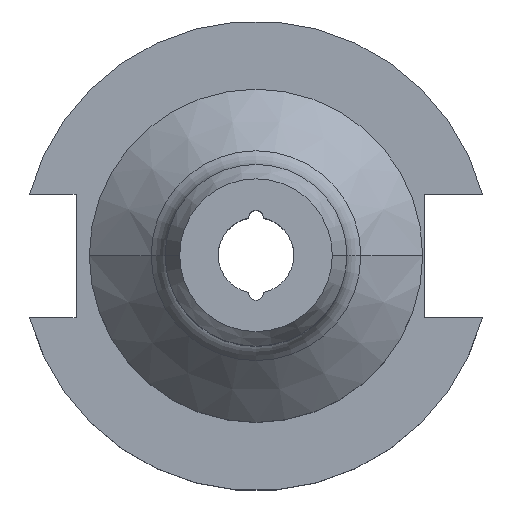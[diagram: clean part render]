
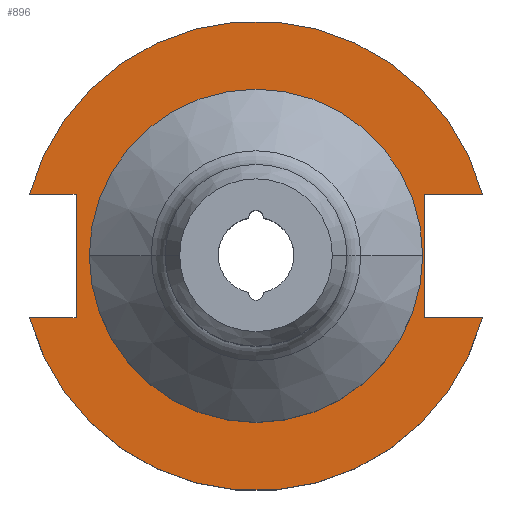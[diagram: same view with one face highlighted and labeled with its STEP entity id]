
A CAD part, top view. The second image highlights one B-rep face of the part: STEP entity #896.
In plain terms, the highlighted planar face has unit normal (0, 0, 1).
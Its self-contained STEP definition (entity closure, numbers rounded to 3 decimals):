
#11 = AXIS2_PLACEMENT_3D ( 'NONE', #1207, #1564, #1249 ) ;
#26 = DIRECTION ( 'NONE',  ( 0., 0., 1. ) ) ;
#51 = AXIS2_PLACEMENT_3D ( 'NONE', #1050, #280, #1361 ) ;
#60 = ORIENTED_EDGE ( 'NONE', *, *, #1676, .F. ) ;
#72 = LINE ( 'NONE', #553, #930 ) ;
#99 = FACE_OUTER_BOUND ( 'NONE', #1892, .T. ) ;
#124 = CARTESIAN_POINT ( 'NONE',  ( -47.477, 12.954, 19.05 ) ) ;
#152 = CARTESIAN_POINT ( 'NONE',  ( -37.719, 12.954, 19.05 ) ) ;
#170 = LINE ( 'NONE', #449, #793 ) ;
#209 = VERTEX_POINT ( 'NONE', #1865 ) ;
#212 = VERTEX_POINT ( 'NONE', #124 ) ;
#280 = DIRECTION ( 'NONE',  ( 0., 0., 1. ) ) ;
#383 = VECTOR ( 'NONE', #663, 1000. ) ;
#389 = DIRECTION ( 'NONE',  ( 0., 1., 0. ) ) ;
#435 = VERTEX_POINT ( 'NONE', #1310 ) ;
#445 = EDGE_CURVE ( 'NONE', #209, #910, #1524, .T. ) ;
#449 = CARTESIAN_POINT ( 'NONE',  ( -63.719, 12.954, 19.05 ) ) ;
#480 = VERTEX_POINT ( 'NONE', #858 ) ;
#482 = CARTESIAN_POINT ( 'NONE',  ( 47.477, -12.954, 19.05 ) ) ;
#493 = EDGE_CURVE ( 'NONE', #1221, #1404, #1109, .T. ) ;
#510 = EDGE_CURVE ( 'NONE', #910, #212, #170, .T. ) ;
#549 = CIRCLE ( 'NONE', #1453, 49.212 ) ;
#553 = CARTESIAN_POINT ( 'NONE',  ( -63.719, -12.954, 19.05 ) ) ;
#583 = DIRECTION ( 'NONE',  ( 1., 0., 0. ) ) ;
#600 = ORIENTED_EDGE ( 'NONE', *, *, #1466, .F. ) ;
#614 = EDGE_CURVE ( 'NONE', #1838, #212, #549, .T. ) ;
#648 = LINE ( 'NONE', #1452, #383 ) ;
#652 = EDGE_CURVE ( 'NONE', #1838, #1818, #1577, .T. ) ;
#663 = DIRECTION ( 'NONE',  ( 0., -1., 0. ) ) ;
#694 = CIRCLE ( 'NONE', #794, 34.925 ) ;
#720 = CARTESIAN_POINT ( 'NONE',  ( -34.925, 0., 19.05 ) ) ;
#723 = CARTESIAN_POINT ( 'NONE',  ( -37.719, 12.954, 19.05 ) ) ;
#740 = DIRECTION ( 'NONE',  ( 1., 0., 0. ) ) ;
#753 = DIRECTION ( 'NONE',  ( -1., 0., 0. ) ) ;
#786 = EDGE_CURVE ( 'NONE', #435, #1891, #881, .T. ) ;
#793 = VECTOR ( 'NONE', #753, 1000. ) ;
#794 = AXIS2_PLACEMENT_3D ( 'NONE', #1588, #26, #1900 ) ;
#796 = DIRECTION ( 'NONE',  ( 1., 0., 0. ) ) ;
#858 = CARTESIAN_POINT ( 'NONE',  ( 35.306, -12.954, 19.05 ) ) ;
#881 = CIRCLE ( 'NONE', #11, 49.212 ) ;
#896 = ADVANCED_FACE ( 'NONE', ( #1855, #99 ), #1977, .T. ) ;
#910 = VERTEX_POINT ( 'NONE', #152 ) ;
#923 = DIRECTION ( 'NONE',  ( 0., 0., 1. ) ) ;
#925 = ORIENTED_EDGE ( 'NONE', *, *, #445, .F. ) ;
#930 = VECTOR ( 'NONE', #740, 1000. ) ;
#938 = CARTESIAN_POINT ( 'NONE',  ( 0., 0., 19.05 ) ) ;
#940 = ORIENTED_EDGE ( 'NONE', *, *, #652, .F. ) ;
#941 = CARTESIAN_POINT ( 'NONE',  ( 34.925, 0., 19.05 ) ) ;
#1050 = CARTESIAN_POINT ( 'NONE',  ( 0., 49.212, 19.05 ) ) ;
#1053 = DIRECTION ( 'NONE',  ( 0., 0., 1. ) ) ;
#1065 = EDGE_CURVE ( 'NONE', #1818, #480, #648, .T. ) ;
#1109 = CIRCLE ( 'NONE', #1684, 34.925 ) ;
#1123 = CARTESIAN_POINT ( 'NONE',  ( 35.306, 12.954, 19.05 ) ) ;
#1207 = CARTESIAN_POINT ( 'NONE',  ( 0., 0., 19.05 ) ) ;
#1221 = VERTEX_POINT ( 'NONE', #720 ) ;
#1249 = DIRECTION ( 'NONE',  ( 1., 0., 0. ) ) ;
#1299 = ORIENTED_EDGE ( 'NONE', *, *, #1065, .F. ) ;
#1310 = CARTESIAN_POINT ( 'NONE',  ( -47.477, -12.954, 19.05 ) ) ;
#1319 = ORIENTED_EDGE ( 'NONE', *, *, #510, .F. ) ;
#1321 = EDGE_CURVE ( 'NONE', #480, #1891, #1829, .T. ) ;
#1348 = VECTOR ( 'NONE', #1896, 1000. ) ;
#1356 = ORIENTED_EDGE ( 'NONE', *, *, #493, .F. ) ;
#1361 = DIRECTION ( 'NONE',  ( 1., 0., 0. ) ) ;
#1395 = ORIENTED_EDGE ( 'NONE', *, *, #614, .T. ) ;
#1404 = VERTEX_POINT ( 'NONE', #941 ) ;
#1408 = CARTESIAN_POINT ( 'NONE',  ( 47.477, 12.954, 19.05 ) ) ;
#1452 = CARTESIAN_POINT ( 'NONE',  ( 35.306, 12.954, 19.05 ) ) ;
#1453 = AXIS2_PLACEMENT_3D ( 'NONE', #938, #923, #796 ) ;
#1466 = EDGE_CURVE ( 'NONE', #1404, #1221, #694, .T. ) ;
#1524 = LINE ( 'NONE', #723, #1672 ) ;
#1532 = CARTESIAN_POINT ( 'NONE',  ( 0., 0., 19.05 ) ) ;
#1541 = CARTESIAN_POINT ( 'NONE',  ( 35.306, 12.954, 19.05 ) ) ;
#1564 = DIRECTION ( 'NONE',  ( 0., 0., 1. ) ) ;
#1577 = LINE ( 'NONE', #1123, #1348 ) ;
#1581 = EDGE_LOOP ( 'NONE', ( #600, #1356 ) ) ;
#1588 = CARTESIAN_POINT ( 'NONE',  ( 0., 0., 19.05 ) ) ;
#1606 = VECTOR ( 'NONE', #1873, 1000. ) ;
#1672 = VECTOR ( 'NONE', #389, 1000. ) ;
#1676 = EDGE_CURVE ( 'NONE', #435, #209, #72, .T. ) ;
#1684 = AXIS2_PLACEMENT_3D ( 'NONE', #1532, #1053, #583 ) ;
#1701 = CARTESIAN_POINT ( 'NONE',  ( 35.306, -12.954, 19.05 ) ) ;
#1818 = VERTEX_POINT ( 'NONE', #1541 ) ;
#1829 = LINE ( 'NONE', #1701, #1606 ) ;
#1837 = ORIENTED_EDGE ( 'NONE', *, *, #1321, .F. ) ;
#1838 = VERTEX_POINT ( 'NONE', #1408 ) ;
#1855 = FACE_BOUND ( 'NONE', #1581, .T. ) ;
#1865 = CARTESIAN_POINT ( 'NONE',  ( -37.719, -12.954, 19.05 ) ) ;
#1873 = DIRECTION ( 'NONE',  ( 1., 0., 0. ) ) ;
#1891 = VERTEX_POINT ( 'NONE', #482 ) ;
#1892 = EDGE_LOOP ( 'NONE', ( #1953, #1837, #1299, #940, #1395, #1319, #925, #60 ) ) ;
#1896 = DIRECTION ( 'NONE',  ( -1., 0., 0. ) ) ;
#1900 = DIRECTION ( 'NONE',  ( 1., 0., 0. ) ) ;
#1953 = ORIENTED_EDGE ( 'NONE', *, *, #786, .T. ) ;
#1977 = PLANE ( 'NONE',  #51 ) ;
